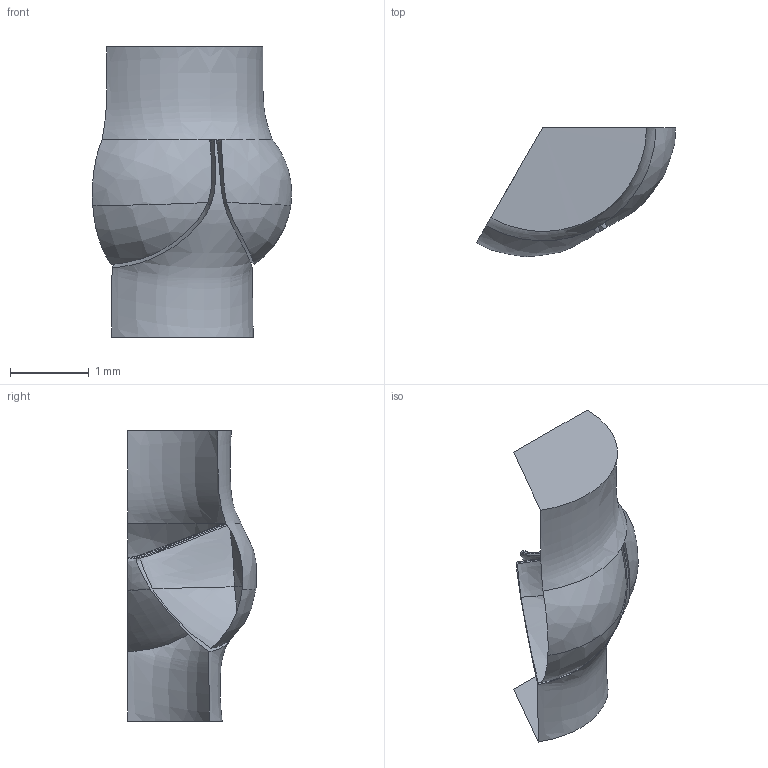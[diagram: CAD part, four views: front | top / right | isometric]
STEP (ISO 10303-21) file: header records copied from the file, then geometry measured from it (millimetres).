
FILE_DESCRIPTION(('Open CASCADE Model'),'2;1');
FILE_NAME('Open CASCADE Shape Model','2024-11-15T13:35:22',('Author'),( 'Open CASCADE'),'Open CASCADE STEP processor 7.0','Open CASCADE 7.0' ,'Unknown');
FILE_SCHEMA(('AUTOMOTIVE_DESIGN { 1 0 10303 214 1 1 1 1 }'));
Length unit declared in the file: millimetre
Products named in the file (1): Open CASCADE STEP translator 7.0 3
Bounding box: 2.54 x 1.64 x 3.69 mm (x, y, z)
Surface area: 22 mm2 (no closed solid volume)
Topology: 0 solids, 1 shells, 22 faces, 59 edges, 38 vertices
Faces by surface type: bspline 20, plane 2
Entity records: 11899 total; most frequent: CARTESIAN_POINT 11183, B_SPLINE_CURVE_WITH_KNOTS 128, ORIENTED_EDGE 92, PCURVE 92, DEFINITIONAL_REPRESENTATION 92, EDGE_CURVE 59, SURFACE_CURVE 59, VERTEX_POINT 38
